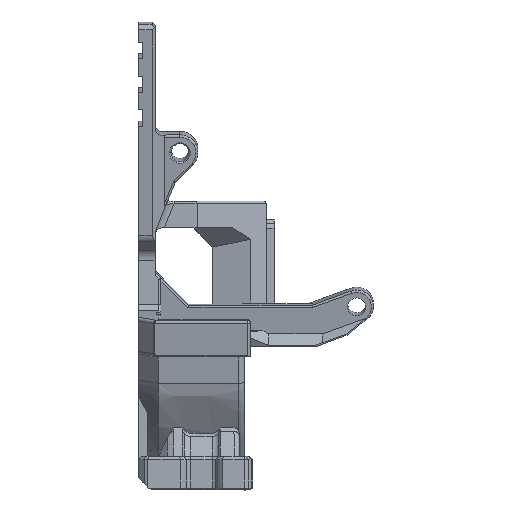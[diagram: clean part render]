
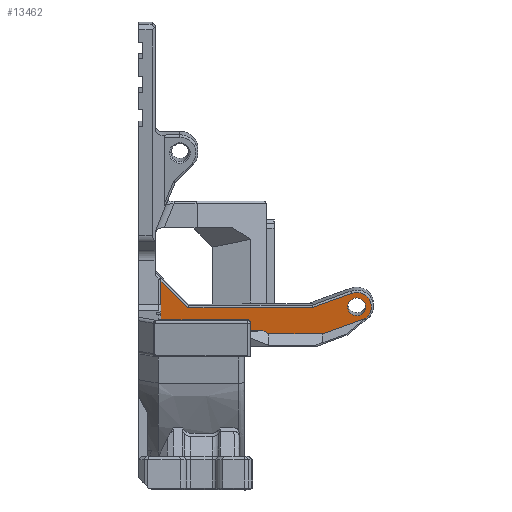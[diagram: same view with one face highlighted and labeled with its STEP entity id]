
A CAD part, left-side view. The second image highlights one B-rep face of the part: STEP entity #13462.
In plain terms, the highlighted planar face has unit normal (-0.985, 0, -0.174).
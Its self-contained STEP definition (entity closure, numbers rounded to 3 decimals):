
#210=FACE_BOUND('',#2100,.T.);
#764=PLANE('',#14420);
#1319=FACE_OUTER_BOUND('',#2099,.T.);
#2099=EDGE_LOOP('',(#10888,#10889,#10890,#10891,#10892,#10893,#10894,#10895,
#10896,#10897,#10898,#10899));
#2100=EDGE_LOOP('',(#10900));
#2734=CIRCLE('',#14402,2.2);
#2739=CIRCLE('',#14421,3.556);
#3661=LINE('',#30368,#4897);
#3689=LINE('',#30426,#4925);
#3690=LINE('',#30429,#4926);
#3691=LINE('',#30431,#4927);
#3692=LINE('',#30435,#4928);
#3693=LINE('',#30437,#4929);
#3694=LINE('',#30439,#4930);
#3695=LINE('',#30441,#4931);
#3696=LINE('',#30443,#4932);
#3697=LINE('',#30445,#4933);
#3698=LINE('',#30446,#4934);
#4897=VECTOR('',#16753,10.);
#4925=VECTOR('',#16795,10.);
#4926=VECTOR('',#16798,10.);
#4927=VECTOR('',#16799,10.);
#4928=VECTOR('',#16802,10.);
#4929=VECTOR('',#16803,10.);
#4930=VECTOR('',#16804,10.);
#4931=VECTOR('',#16805,1000.);
#4932=VECTOR('',#16806,10.);
#4933=VECTOR('',#16807,1000.);
#4934=VECTOR('',#16808,10.);
#6283=VERTEX_POINT('',#30209);
#6306=VERTEX_POINT('',#30365);
#6307=VERTEX_POINT('',#30367);
#6330=VERTEX_POINT('',#30424);
#6331=VERTEX_POINT('',#30428);
#6332=VERTEX_POINT('',#30430);
#6333=VERTEX_POINT('',#30432);
#6334=VERTEX_POINT('',#30434);
#6335=VERTEX_POINT('',#30436);
#6336=VERTEX_POINT('',#30438);
#6337=VERTEX_POINT('',#30440);
#6338=VERTEX_POINT('',#30442);
#6339=VERTEX_POINT('',#30444);
#7923=EDGE_CURVE('',#6283,#6283,#2734,.F.);
#7955=EDGE_CURVE('',#6307,#6306,#3661,.T.);
#7984=EDGE_CURVE('',#6306,#6330,#3689,.F.);
#7985=EDGE_CURVE('',#6330,#6331,#3690,.T.);
#7986=EDGE_CURVE('',#6332,#6331,#3691,.F.);
#7987=EDGE_CURVE('',#6333,#6332,#2739,.T.);
#7988=EDGE_CURVE('',#6334,#6333,#3692,.T.);
#7989=EDGE_CURVE('',#6335,#6334,#3693,.T.);
#7990=EDGE_CURVE('',#6336,#6335,#3694,.T.);
#7991=EDGE_CURVE('',#6336,#6337,#3695,.T.);
#7992=EDGE_CURVE('',#6337,#6338,#3696,.F.);
#7993=EDGE_CURVE('',#6339,#6338,#3697,.T.);
#7994=EDGE_CURVE('',#6339,#6307,#3698,.F.);
#10888=ORIENTED_EDGE('',*,*,#7955,.T.);
#10889=ORIENTED_EDGE('',*,*,#7984,.T.);
#10890=ORIENTED_EDGE('',*,*,#7985,.T.);
#10891=ORIENTED_EDGE('',*,*,#7986,.F.);
#10892=ORIENTED_EDGE('',*,*,#7987,.F.);
#10893=ORIENTED_EDGE('',*,*,#7988,.F.);
#10894=ORIENTED_EDGE('',*,*,#7989,.F.);
#10895=ORIENTED_EDGE('',*,*,#7990,.F.);
#10896=ORIENTED_EDGE('',*,*,#7991,.T.);
#10897=ORIENTED_EDGE('',*,*,#7992,.T.);
#10898=ORIENTED_EDGE('',*,*,#7993,.F.);
#10899=ORIENTED_EDGE('',*,*,#7994,.T.);
#10900=ORIENTED_EDGE('',*,*,#7923,.T.);
#13462=ADVANCED_FACE('',(#1319,#210),#764,.F.);
#14402=AXIS2_PLACEMENT_3D('',#30210,#16707,#16708);
#14420=AXIS2_PLACEMENT_3D('',#30427,#16796,#16797);
#14421=AXIS2_PLACEMENT_3D('',#30433,#16800,#16801);
#16707=DIRECTION('center_axis',(-0.985,0.,
-0.174));
#16708=DIRECTION('ref_axis',(0.174,0.,-0.985));
#16753=DIRECTION('',(0.092,-0.848,-0.522));
#16795=DIRECTION('',(0.,1.,0.));
#16796=DIRECTION('center_axis',(0.985,0.,
0.174));
#16797=DIRECTION('ref_axis',(0.174,0.,-0.985));
#16798=DIRECTION('',(-0.06,-0.939,0.339));
#16799=DIRECTION('',(0.166,0.3,-0.939));
#16800=DIRECTION('center_axis',(0.985,0.,
0.174));
#16801=DIRECTION('ref_axis',(-0.104,-0.8,0.59));
#16802=DIRECTION('',(-0.06,-0.939,0.339));
#16803=DIRECTION('',(0.,-1.,0.));
#16804=DIRECTION('',(0.123,-0.707,-0.696));
#16805=DIRECTION('',(0.174,0.,-0.985));
#16806=DIRECTION('',(0.,1.,0.));
#16807=DIRECTION('',(0.174,0.,-0.985));
#16808=DIRECTION('',(0.,1.,0.));
#30209=CARTESIAN_POINT('',(95.154,-57.097,63.372));
#30210=CARTESIAN_POINT('Origin',(95.536,-57.097,61.205));
#30365=CARTESIAN_POINT('',(96.694,-35.649,54.635));
#30367=CARTESIAN_POINT('',(96.547,-34.291,55.472));
#30368=CARTESIAN_POINT('',(96.009,-29.345,58.52));
#30424=CARTESIAN_POINT('',(96.694,-48.756,54.635));
#30426=CARTESIAN_POINT('',(96.694,-25.375,54.635));
#30427=CARTESIAN_POINT('Origin',(96.654,-19.597,54.866));
#30428=CARTESIAN_POINT('',(96.027,-59.217,58.418));
#30429=CARTESIAN_POINT('',(96.793,-47.215,54.078));
#30430=CARTESIAN_POINT('',(96.033,-59.208,58.387));
#30431=CARTESIAN_POINT('',(97.643,-56.289,49.253));
#30432=CARTESIAN_POINT('',(94.956,-55.871,64.492));
#30433=CARTESIAN_POINT('Origin',(95.536,-57.097,61.205));
#30434=CARTESIAN_POINT('',(95.564,-46.339,61.045));
#30435=CARTESIAN_POINT('',(96.076,-38.307,58.141));
#30436=CARTESIAN_POINT('',(95.564,-16.045,61.045));
#30437=CARTESIAN_POINT('',(95.564,-19.597,61.045));
#30438=CARTESIAN_POINT('',(94.427,-9.497,67.494));
#30439=CARTESIAN_POINT('',(96.045,-18.816,58.317));
#30440=CARTESIAN_POINT('',(96.873,-9.497,53.622));
#30441=CARTESIAN_POINT('',(96.654,-9.497,54.866));
#30442=CARTESIAN_POINT('',(96.873,-29.697,53.622));
#30443=CARTESIAN_POINT('',(96.873,-19.208,53.622));
#30444=CARTESIAN_POINT('',(96.547,-29.697,55.472));
#30445=CARTESIAN_POINT('',(96.654,-29.697,54.866));
#30446=CARTESIAN_POINT('',(96.547,-18.597,55.472));
